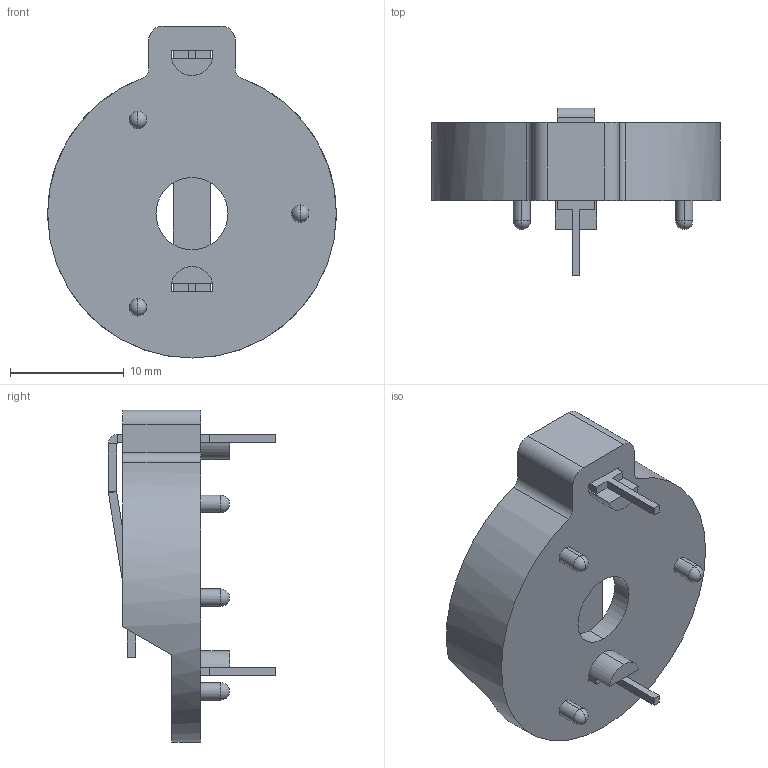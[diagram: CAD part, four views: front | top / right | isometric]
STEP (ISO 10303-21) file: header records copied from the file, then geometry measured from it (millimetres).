
FILE_DESCRIPTION (( 'STEP AP214' ), '1' );
FILE_NAME ('BH906S.STEP', '2020-01-08T12:44:59', ( '' ), ( '' ), 'SwSTEP 2.0', 'SolidWorks 2017', '' );
FILE_SCHEMA (( 'AUTOMOTIVE_DESIGN' ));
Length unit declared in the file: inch
Products named in the file (1): BH906S
Bounding box: 25.4 x 14.73 x 29.21 mm (x, y, z)
Volume: 1423.1 mm3; surface area: 2257.4 mm2
Topology: 3 solids, 3 shells, 97 faces, 235 edges, 141 vertices
Faces by surface type: plane 63, cylinder 26, sphere 6, cone 2
Entity records: 2767 total; most frequent: DIRECTION 479, CARTESIAN_POINT 468, ORIENTED_EDGE 446, EDGE_CURVE 223, AXIS2_PLACEMENT_3D 162, VECTOR 155, LINE 155, VERTEX_POINT 135
